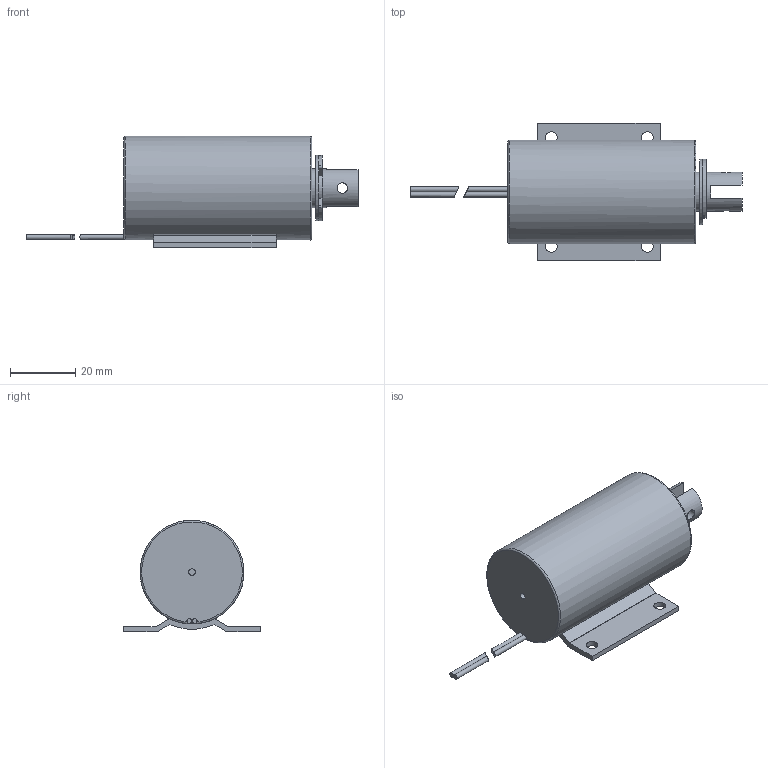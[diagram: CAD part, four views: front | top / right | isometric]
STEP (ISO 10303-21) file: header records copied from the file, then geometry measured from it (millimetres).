
FILE_DESCRIPTION( ( 'Unknown' ), '1' );
FILE_NAME( 'T3257L.stp', 'Unknown', ( 'Unknown' ), ( 'Unknown' ), 'PSStep 17.0.49', 'Unknown', ' ' );
FILE_SCHEMA( ( 'AUTOMOTIVE_DESIGN { 1 0 10303 214 1 1 1 1 }' ) );
Length unit declared in the file: millimetre
Products named in the file (7): Assem1; T3257L; T3257L-2; E-ring 11,4mm; Washer 20-13
Assembly tree (6 placements, depth 2):
  Assem1
    T3257L
    T3257L
    T3257L
    T3257L-2
    E-ring 11,4mm
    Washer 20-13
Bounding box: 101.69 x 42 x 34.16 mm (x, y, z)
Volume: 48501.8 mm3; surface area: 15346.9 mm2
Topology: 6 solids, 6 shells, 83 faces, 202 edges, 133 vertices
Faces by surface type: plane 38, cylinder 38, torus 3, bspline 2, cone 2
Full cylindrical faces by diameter (mm): 1.5 x4, 2 x1, 3.2 x2, 3.6 x4, 11.4 x1, 12 x2, 13 x2, 20 x1, 31.8 x1
Entity records: 3579 total; most frequent: CARTESIAN_POINT 891, DIRECTION 433, ORIENTED_EDGE 342, AXIS2_PLACEMENT_3D 178, EDGE_CURVE 171, VERTEX_POINT 124, EDGE_LOOP 123, FACE_OUTER_BOUND 102
